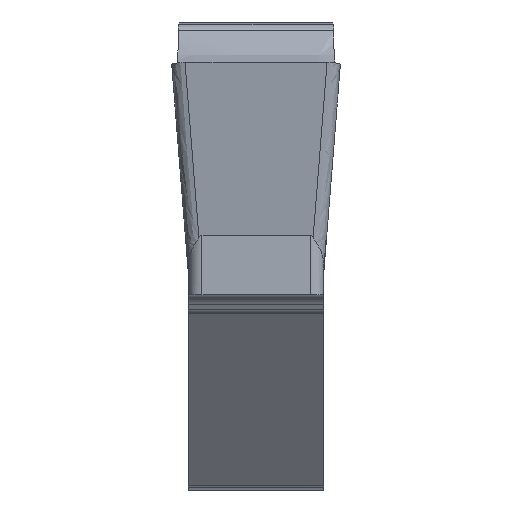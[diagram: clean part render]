
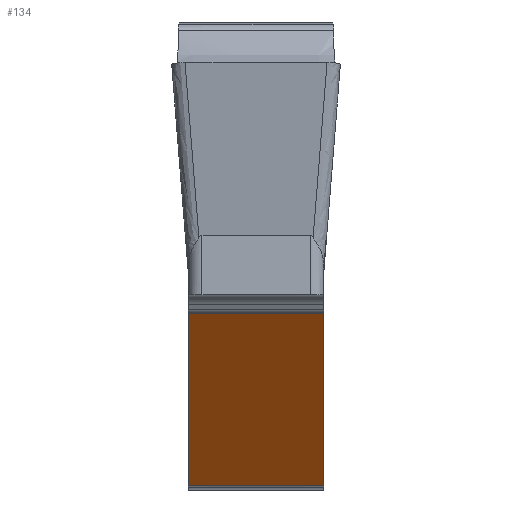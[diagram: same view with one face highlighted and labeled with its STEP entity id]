
A CAD part, front view. The second image highlights one B-rep face of the part: STEP entity #134.
In plain terms, the highlighted planar face has unit normal (0, -0.342, -0.94).
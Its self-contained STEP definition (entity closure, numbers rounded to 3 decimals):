
#134=ADVANCED_FACE('',(#194),#157,.T.);
#157=PLANE('',#928);
#194=FACE_OUTER_BOUND('',#236,.T.);
#236=EDGE_LOOP('',(#443,#444,#445,#446));
#443=ORIENTED_EDGE('',*,*,#670,.F.);
#444=ORIENTED_EDGE('',*,*,#570,.T.);
#445=ORIENTED_EDGE('',*,*,#669,.F.);
#446=ORIENTED_EDGE('',*,*,#621,.T.);
#492=VERTEX_POINT('',#1275);
#493=VERTEX_POINT('',#1277);
#539=VERTEX_POINT('',#1477);
#540=VERTEX_POINT('',#1479);
#570=EDGE_CURVE('',#493,#492,#686,.T.);
#621=EDGE_CURVE('',#540,#539,#705,.T.);
#669=EDGE_CURVE('',#540,#492,#731,.T.);
#670=EDGE_CURVE('',#493,#539,#732,.T.);
#686=LINE('',#1276,#748);
#705=LINE('',#1478,#767);
#731=LINE('',#2196,#796);
#732=LINE('',#2198,#797);
#748=VECTOR('',#961,1.);
#767=VECTOR('',#1032,1.);
#796=VECTOR('',#1133,1.);
#797=VECTOR('',#1136,1.);
#928=AXIS2_PLACEMENT_3D('',#2199,#1137,#1138);
#961=DIRECTION('',(0.,-0.94,0.342));
#1032=DIRECTION('',(0.,0.94,-0.342));
#1133=DIRECTION('',(1.,0.,0.));
#1136=DIRECTION('',(-1.,0.,0.));
#1137=DIRECTION('',(0.,-0.342,-0.94));
#1138=DIRECTION('',(0.,0.94,-0.342));
#1275=CARTESIAN_POINT('',(1.,-4.349,-3.713));
#1276=CARTESIAN_POINT('',(1.,-1.702,-4.676));
#1277=CARTESIAN_POINT('',(1.,2.678,-6.27));
#1477=CARTESIAN_POINT('',(-1.,2.678,-6.27));
#1478=CARTESIAN_POINT('',(-1.,-1.702,-4.676));
#1479=CARTESIAN_POINT('',(-1.,-4.349,-3.713));
#2196=CARTESIAN_POINT('',(5.95,-4.349,-3.713));
#2198=CARTESIAN_POINT('',(5.95,2.678,-6.27));
#2199=CARTESIAN_POINT('',(5.95,2.677,-6.27));
